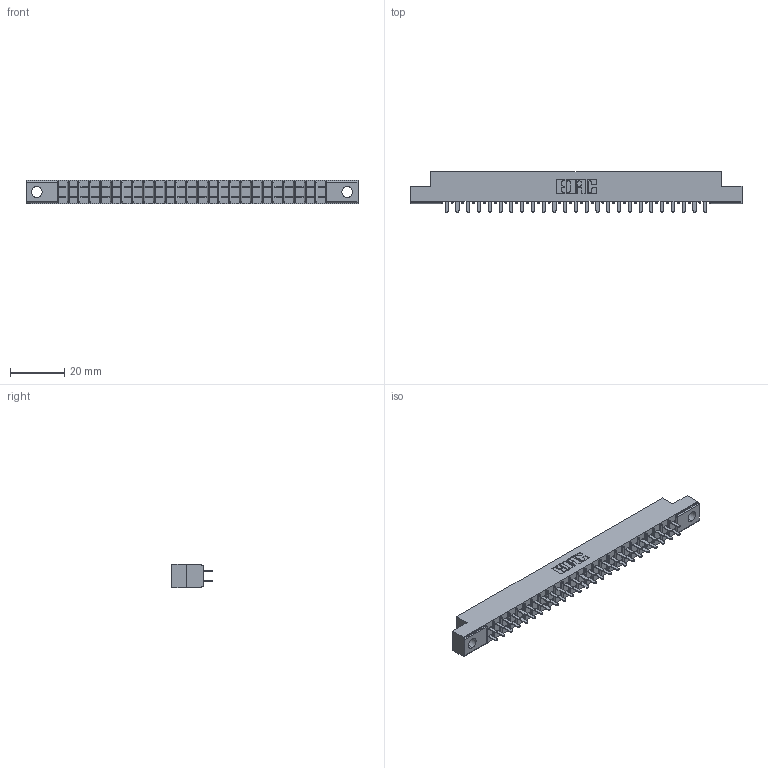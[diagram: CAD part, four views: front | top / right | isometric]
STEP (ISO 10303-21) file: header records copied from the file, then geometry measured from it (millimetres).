
FILE_DESCRIPTION (( 'STEP AP203' ), '1' );
FILE_NAME ('315-050-521-204.STEP', '2019-09-10T18:42:02', ( '' ), ( '' ), 'SwSTEP 2.0', 'SolidWorks 2016', '' );
FILE_SCHEMA (( 'CONFIG_CONTROL_DESIGN' ));
Length unit declared in the file: inch
Products named in the file (3): 305-290-001_521; 315-050-521-204; 305 Part_.156 Dia
Assembly tree (51 placements, depth 2):
  315-050-521-204
    305 Part_.156 Dia
    305-290-001_521  x50
Bounding box: 122.07 x 14.86 x 8.71 mm (x, y, z)
Volume: 7503.1 mm3; surface area: 14024.1 mm2
Topology: 51 solids, 51 shells, 2430 faces, 6927 edges, 4482 vertices
Faces by surface type: plane 1432, cylinder 898, sphere 100
Entity records: 29436 total; most frequent: CARTESIAN_POINT 4875, ORIENTED_EDGE 4834, DIRECTION 4721, EDGE_CURVE 2417, VECTOR 1945, LINE 1945, VERTEX_POINT 1542, AXIS2_PLACEMENT_3D 1388
